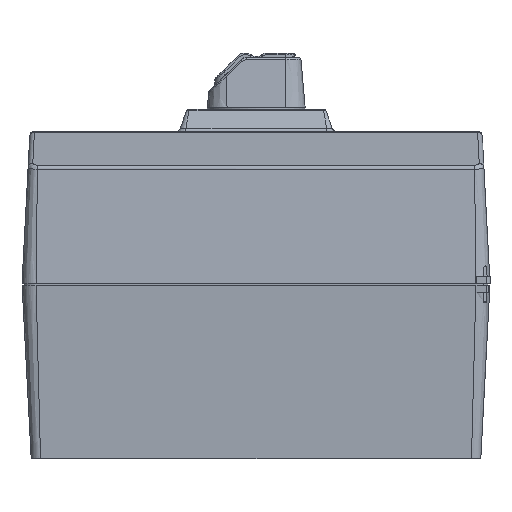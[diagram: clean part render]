
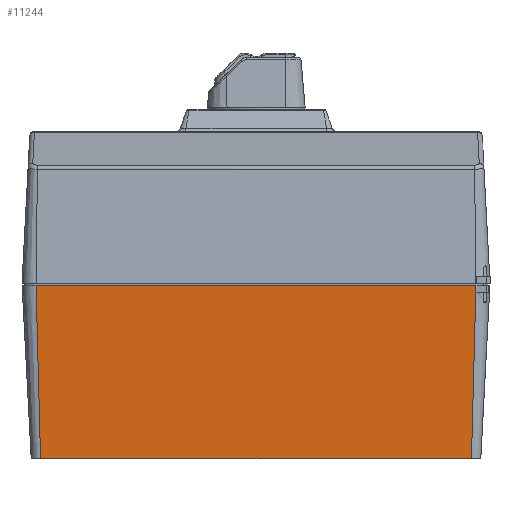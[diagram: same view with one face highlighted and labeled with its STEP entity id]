
A CAD part, front view. The second image highlights one B-rep face of the part: STEP entity #11244.
In plain terms, the highlighted planar face has unit normal (0, -0.999, -0.052).
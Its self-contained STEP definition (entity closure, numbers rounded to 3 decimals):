
#3550=DIRECTION('',(-1.,0.,0.));
#3551=VECTOR('',#3550,187.997);
#3552=CARTESIAN_POINT('',(547.587,-271.97,-0.7));
#3553=LINE('',#3552,#3551);
#3587=CARTESIAN_POINT('',(359.59,-271.97,-0.7));
#3675=DIRECTION('',(0.026,-0.052,0.998));
#3676=VECTOR('',#3675,74.427);
#3677=CARTESIAN_POINT('',(545.669,-268.076,-75.));
#3678=LINE('',#3677,#3676);
#3679=DIRECTION('',(-1.,0.,0.));
#3680=VECTOR('',#3679,184.161);
#3681=CARTESIAN_POINT('',(545.669,-268.076,-75.));
#3682=LINE('',#3681,#3680);
#3683=DIRECTION('',(0.026,0.052,-0.998));
#3684=VECTOR('',#3683,74.427);
#3685=CARTESIAN_POINT('',(359.59,-271.97,-0.7));
#3686=LINE('',#3685,#3684);
#3737=CARTESIAN_POINT('',(547.587,-271.97,-0.7));
#4207=VERTEX_POINT('',#3587);
#4208=CARTESIAN_POINT('',(361.508,-268.076,-75.));
#4209=VERTEX_POINT('',#4208);
#4210=VERTEX_POINT('',#3737);
#4211=CARTESIAN_POINT('',(545.669,-268.076,-75.));
#4212=VERTEX_POINT('',#4211);
#11231=CARTESIAN_POINT('',(548.587,-272.401,
7.536));
#11232=DIRECTION('',(0.,-0.999,-0.052));
#11233=DIRECTION('',(-1.,0.,0.));
#11234=AXIS2_PLACEMENT_3D('',#11231,#11232,#11233);
#11235=PLANE('',#11234);
#11236=ORIENTED_EDGE('',*,*,#11124,.F.);
#11238=ORIENTED_EDGE('',*,*,#11237,.F.);
#11240=ORIENTED_EDGE('',*,*,#11239,.T.);
#11241=ORIENTED_EDGE('',*,*,#11216,.F.);
#11242=EDGE_LOOP('',(#11236,#11238,#11240,#11241));
#11243=FACE_OUTER_BOUND('',#11242,.F.);
#11124=EDGE_CURVE('',#4210,#4207,#3553,.T.);
#11216=EDGE_CURVE('',#4207,#4209,#3686,.T.);
#11237=EDGE_CURVE('',#4212,#4210,#3678,.T.);
#11239=EDGE_CURVE('',#4212,#4209,#3682,.T.);
#11244=ADVANCED_FACE('',(#11243),#11235,.T.);
